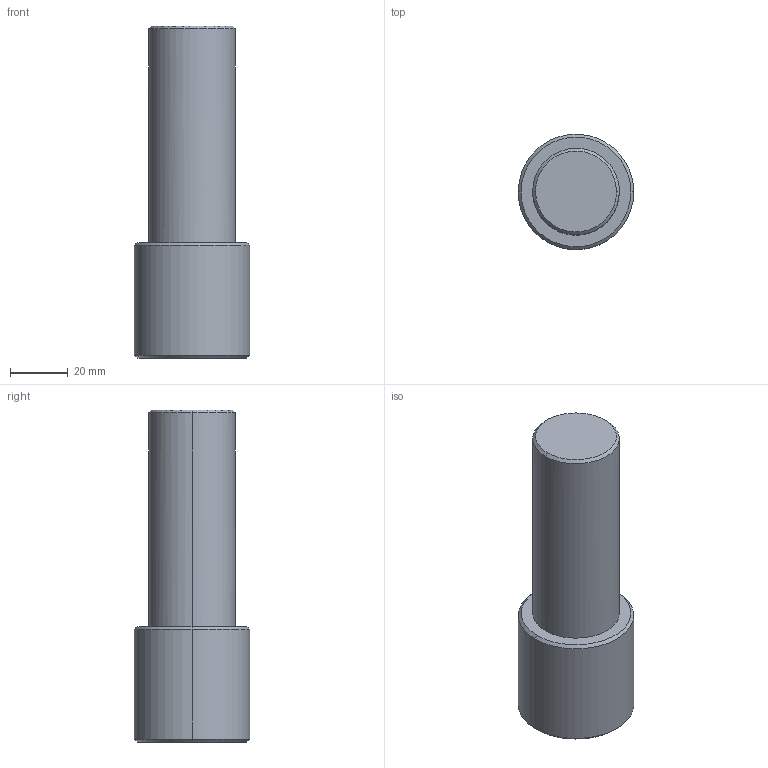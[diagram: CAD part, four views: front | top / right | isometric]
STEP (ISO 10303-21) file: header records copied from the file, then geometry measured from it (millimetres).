
FILE_DESCRIPTION (( 'STEP AP203' ), '1' );
FILE_NAME ('M33360_26280_mil no8.IGS_Default_sldprt.STEP', '2023-01-17T08:10:09', ( '' ), ( '' ), 'SwSTEP 2.0', 'SolidWorks 2019', '' );
FILE_SCHEMA (( 'CONFIG_CONTROL_DESIGN' ));
Length unit declared in the file: millimetre
Products named in the file (1): M33360_26280_mil no8.IGS_Default_sldprt
Bounding box: 40 x 39.96 x 115 mm (x, y, z)
Volume: 103120.9 mm3; surface area: 14403.6 mm2
Topology: 1 solids, 1 shells, 13 faces, 24 edges, 14 vertices
Faces by surface type: bspline 13
Entity records: 539 total; most frequent: CARTESIAN_POINT 309, ORIENTED_EDGE 48, EDGE_CURVE 24, B_SPLINE_CURVE_WITH_KNOTS 16, VERTEX_POINT 14, EDGE_LOOP 14, ADVANCED_FACE 13, FACE_OUTER_BOUND 13
